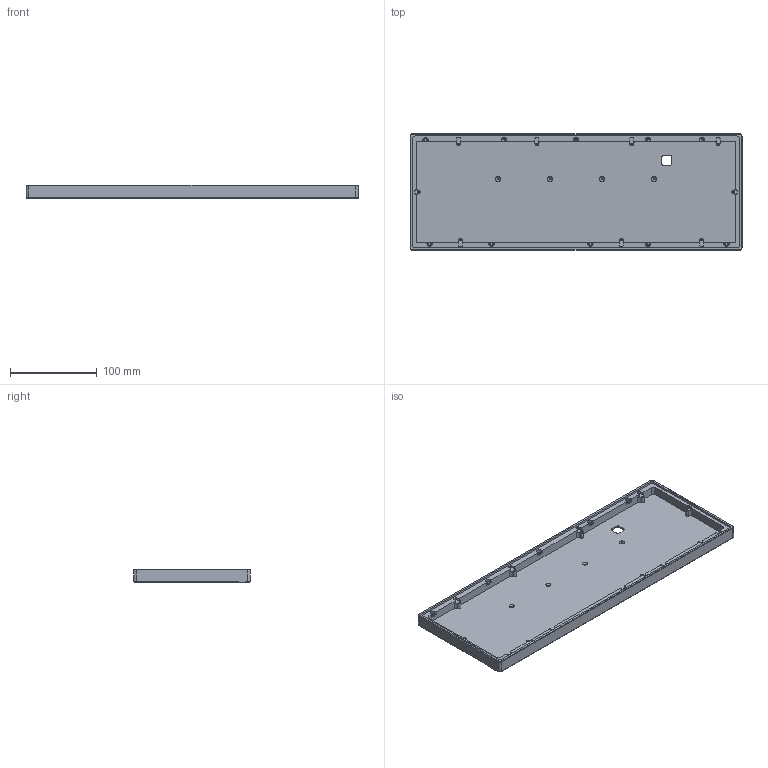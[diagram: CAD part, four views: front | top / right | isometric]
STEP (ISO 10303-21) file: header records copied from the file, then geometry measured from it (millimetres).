
FILE_DESCRIPTION(/* description */ (''),/* implementation_level */ '2;1');
FILE_NAME(/* name */ 'Final-Project-BottomCase.step',/* time_stamp */ '2021-12-19T15:18:16-08:00',/* author */ (''),/* organization */ (''),/* preprocessor_version */ 'ST-DEVELOPER v18.1',/* originating_system */ 'Autodesk Translation Framework v10.10.0.1391',/* authorisation */ '');
FILE_SCHEMA (('AUTOMOTIVE_DESIGN { 1 0 10303 214 3 1 1 }'));
Length unit declared in the file: millimetre
Products named in the file (1): BottomCase
Bounding box: 383.36 x 134.95 x 16.05 mm (x, y, z)
Volume: 209243.7 mm3; surface area: 131816.8 mm2
Topology: 1 solids, 1 shells, 298 faces, 819 edges, 538 vertices
Faces by surface type: plane 142, cylinder 132, cone 20, bspline 4
Full cylindrical faces by diameter (mm): 1.75 x9, 2.8 x4
Entity records: 9651 total; most frequent: CARTESIAN_POINT 1772, DIRECTION 1693, ORIENTED_EDGE 1638, EDGE_CURVE 819, AXIS2_PLACEMENT_3D 597, VERTEX_POINT 538, LINE 499, VECTOR 499
